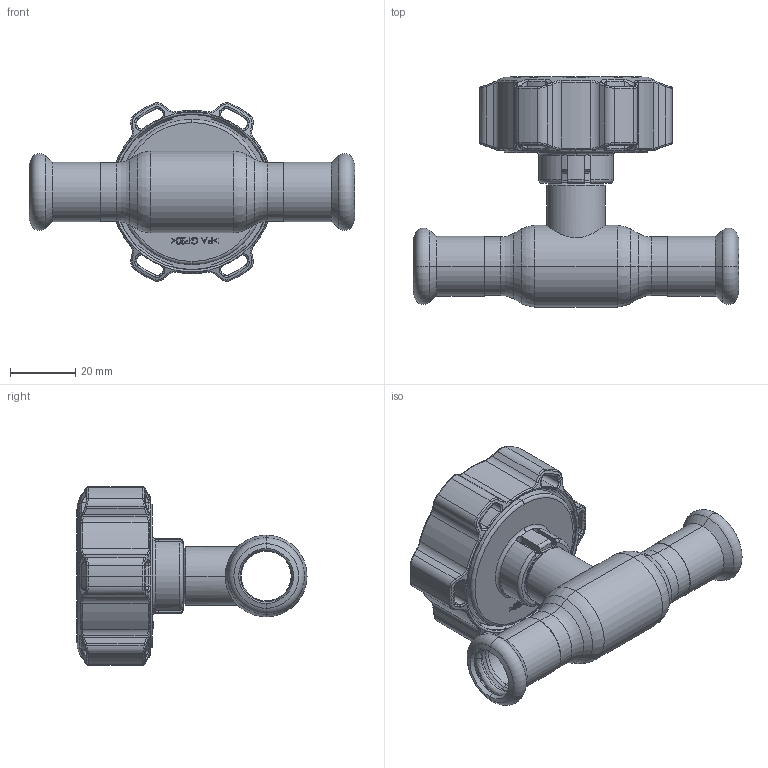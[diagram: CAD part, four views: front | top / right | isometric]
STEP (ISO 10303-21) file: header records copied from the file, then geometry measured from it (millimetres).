
FILE_DESCRIPTION (( 'STEP AP214' ), '1' );
FILE_NAME ('2010000100-0200.step', '2024-01-11T10:55:19', ( '' ), ( '' ), 'SwSTEP 2.0', 'SolidWorks 2021', '' );
FILE_SCHEMA (( 'AUTOMOTIVE_DESIGN' ));
Length unit declared in the file: millimetre
Products named in the file (1): 2010000100-0200
Bounding box: 99.6 x 70.4 x 54.57 mm (x, y, z)
Surface area: 25716.6 mm2 (no closed solid volume)
Topology: 0 solids, 10 shells, 584 faces, 1746 edges, 1133 vertices
Faces by surface type: bspline 226, cylinder 127, plane 88, torus 85, cone 58
Entity records: 40484 total; most frequent: CARTESIAN_POINT 20558, ORIENTED_EDGE 3054, DIRECTION 2243, EDGE_CURVE 1746, VERTEX_POINT 1133, AXIS2_PLACEMENT_3D 911, B_SPLINE_CURVE_WITH_KNOTS 742, EDGE_LOOP 616
